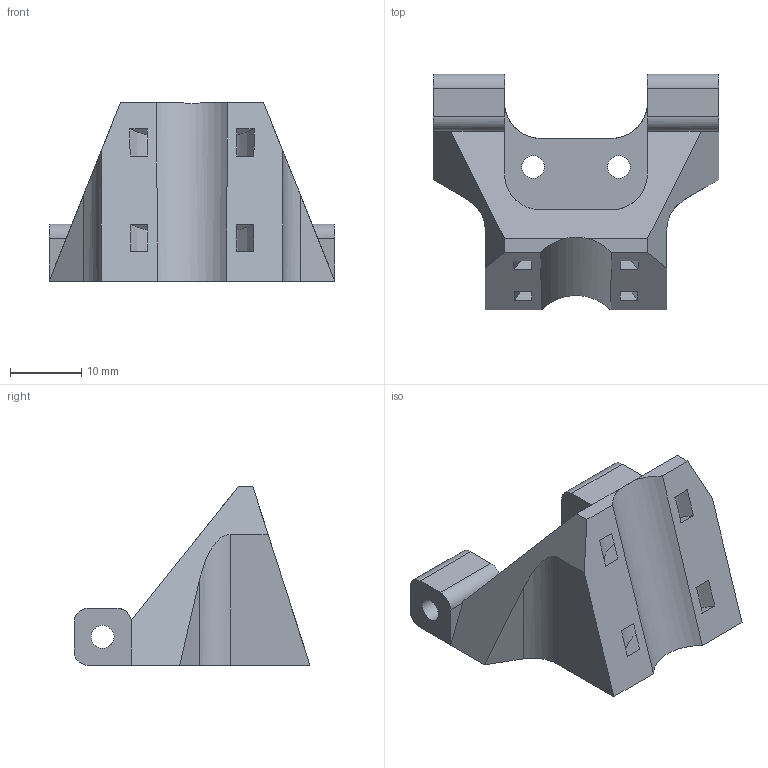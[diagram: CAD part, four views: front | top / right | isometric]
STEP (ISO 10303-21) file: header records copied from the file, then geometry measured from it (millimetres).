
FILE_DESCRIPTION(('FreeCAD Model'),'2;1');
FILE_NAME('x-wire-fastener-x1.step','2019-06-19T22:40:16', ('Author'),(''),'Open CASCADE STEP processor 6.8','FreeCAD','Unknown' );
FILE_SCHEMA(('AUTOMOTIVE_DESIGN_CC2 { 1 2 10303 214 -1 1 5 4 }'));
Length unit declared in the file: millimetre
Products named in the file (2): ASSEMBLY; x-wire-fastener
Assembly tree (1 placements, depth 2):
  ASSEMBLY
    x-wire-fastener
Bounding box: 40 x 33 x 25 mm (x, y, z)
Volume: 9198.4 mm3; surface area: 4665.8 mm2
Topology: 1 solids, 1 shells, 50 faces, 148 edges, 98 vertices
Faces by surface type: plane 29, cylinder 21
Full cylindrical faces by diameter (mm): 3.2 x4
Entity records: 3992 total; most frequent: CARTESIAN_POINT 1112, DIRECTION 505, ORIENTED_EDGE 296, PCURVE 296, DEFINITIONAL_REPRESENTATION 296, LINE 232, VECTOR 232, EDGE_CURVE 148
